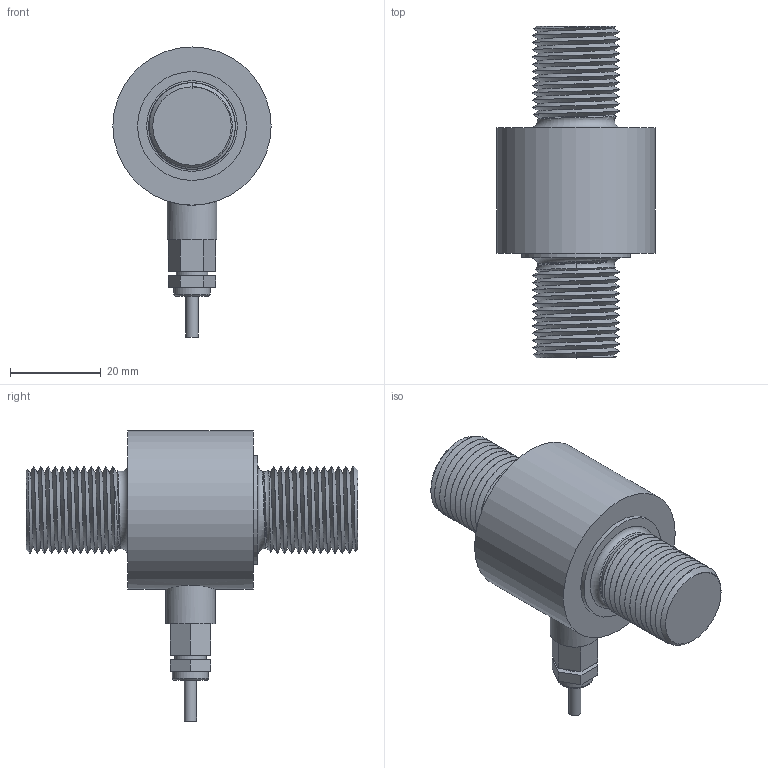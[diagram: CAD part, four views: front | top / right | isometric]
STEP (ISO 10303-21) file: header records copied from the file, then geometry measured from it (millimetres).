
FILE_DESCRIPTION(/* description */ (''),/* implementation_level */ '2;1');
FILE_NAME(/* name */ '247BSWM-(7.5-10)Klb v1.step',/* time_stamp */ '2020-01-21T14:38:32-08:00',/* author */ (''),/* organization */ (''),/* preprocessor_version */ 'ST-DEVELOPER v18',/* originating_system */ 'Autodesk Translation Framework v8.12.0.6',/* authorisation */ '');
FILE_SCHEMA (('AUTOMOTIVE_DESIGN { 1 0 10303 214 3 1 1 }'));
Length unit declared in the file: millimetre
Products named in the file (1): 247BSWM-(7.5-10)Klb
Bounding box: 34.9 x 73.2 x 64 mm (x, y, z)
Volume: 39522.5 mm3; surface area: 10421.8 mm2
Topology: 1 solids, 1 shells, 69 faces, 189 edges, 131 vertices
Faces by surface type: cylinder 32, plane 27, torus 4, bspline 4, cone 2
Full cylindrical faces by diameter (mm): 2.7 x1, 7 x1, 8 x1, 11 x1, 19.1 x22, 24 x1, 34.9 x1
Entity records: 6215 total; most frequent: CARTESIAN_POINT 4522, ORIENTED_EDGE 378, DIRECTION 295, EDGE_CURVE 189, VERTEX_POINT 131, AXIS2_PLACEMENT_3D 109, EDGE_LOOP 78, LINE 77
